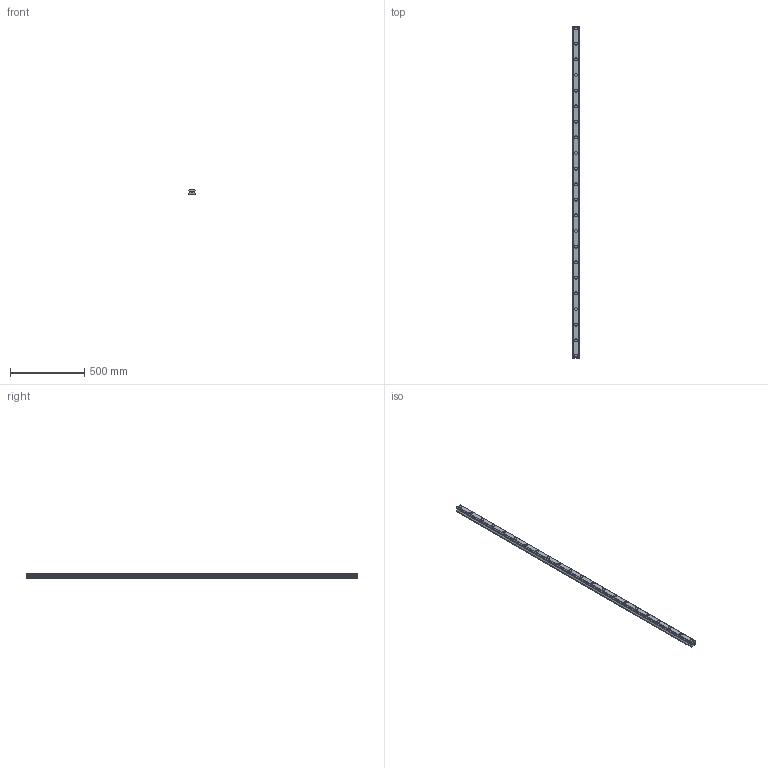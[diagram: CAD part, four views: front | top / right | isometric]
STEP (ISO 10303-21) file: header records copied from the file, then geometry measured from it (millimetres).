
FILE_DESCRIPTION(('STEP AP214'),'1');
FILE_NAME('cctmp_F641BBEF-4066-4609-8ED6-FBEE29C39CBE_2020_10_23_10_2_56_224..stp','2020-10-23T08:02:56',('HIWIN GmbH'),('CADClick - www.CADClick.com'),'Spatial InterOp 3D',' ','unknown authorization');
FILE_SCHEMA(('AUTOMOTIVE_DESIGN'));
Length unit declared in the file: millimetre
Products named in the file (1): HGR45R2235H_FILE
Bounding box: 45 x 2235 x 38 mm (x, y, z)
Volume: 3000765.4 mm3; surface area: 435749.6 mm2
Topology: 1 solids, 1 shells, 295 faces, 669 edges, 446 vertices
Faces by surface type: plane 159, cylinder 136
Entity records: 10739 total; most frequent: DIRECTION 1533, CARTESIAN_POINT 1411, ORIENTED_EDGE 1338, EDGE_CURVE 669, AXIS2_PLACEMENT_3D 568, VERTEX_POINT 446, LINE 397, VECTOR 397
